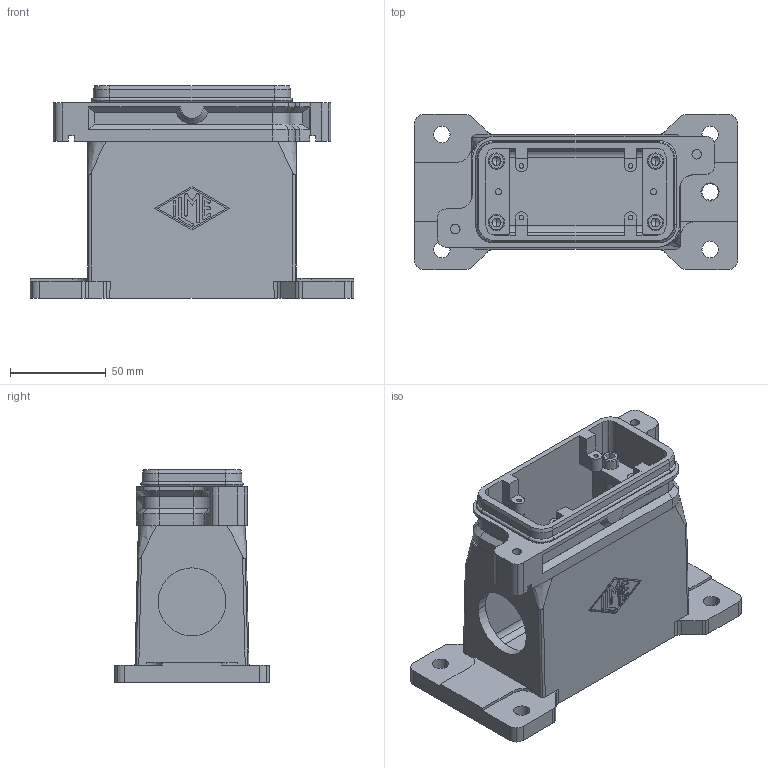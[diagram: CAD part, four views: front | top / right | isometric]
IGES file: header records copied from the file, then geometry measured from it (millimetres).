
Global section: file name: No Iges File Name specified; native system: AutoDesk Inventor R6.1; preprocessor: AutoDesk Inventor Iges Exporter R6.1; author: No Author specified; organization: No Organization specified; date: 20070111.160058; units: millimetre
Bounding box: 169 x 81 x 111 mm (x, y, z)
Volume: 314308.1 mm3; surface area: 103053.3 mm2
Topology: 1 solids, 7 shells, 555 faces, 1461 edges, 922 vertices
Faces by surface type: plane 231, revolution 120, cylinder 90, bspline 78, torus 20, cone 16
